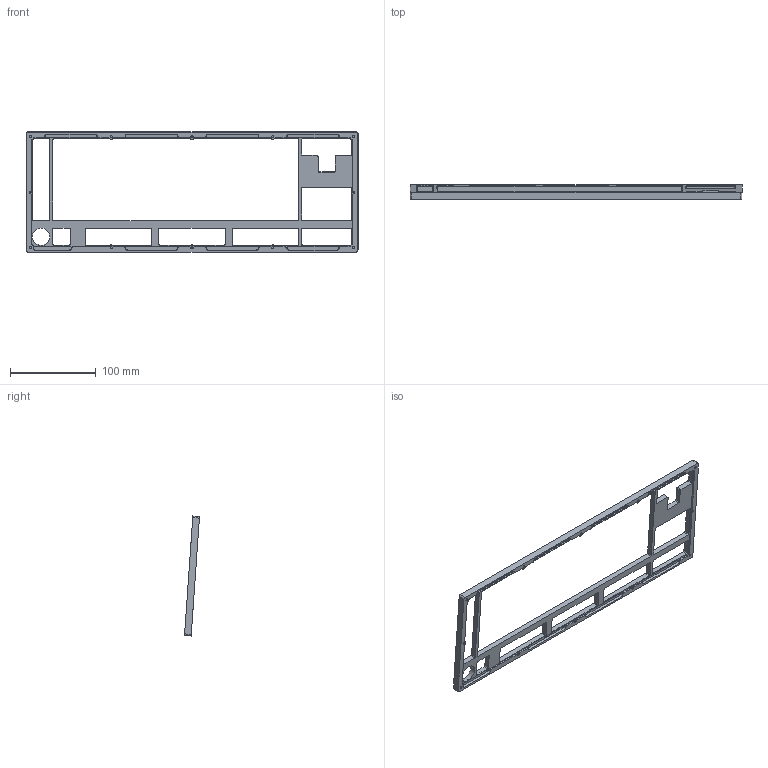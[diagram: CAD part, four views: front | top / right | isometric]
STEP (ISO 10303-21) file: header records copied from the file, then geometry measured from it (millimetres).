
FILE_DESCRIPTION(/* description */ (''),/* implementation_level */ '2;1');
FILE_NAME(/* name */ 'Case_Top.step',/* time_stamp */ '2023-08-03T15:04:23-06:00',/* author */ (''),/* organization */ (''),/* preprocessor_version */ 'ST-DEVELOPER v19.2',/* originating_system */ 'Autodesk Translation Framework v12.6.0.85',/* authorisation */ '');
FILE_SCHEMA (('AUTOMOTIVE_DESIGN { 1 0 10303 214 3 1 1 }'));
Length unit declared in the file: millimetre
Products named in the file (1): Case_Top
Bounding box: 387.5 x 17.5 x 140.2 mm (x, y, z)
Volume: 90375.9 mm3; surface area: 54226.4 mm2
Topology: 1 solids, 1 shells, 255 faces, 716 edges, 468 vertices
Faces by surface type: cylinder 131, plane 124
Full cylindrical faces by diameter (mm): 2.5 x12, 20.5 x1
Entity records: 8385 total; most frequent: DIRECTION 1527, CARTESIAN_POINT 1440, ORIENTED_EDGE 1432, EDGE_CURVE 716, AXIS2_PLACEMENT_3D 555, VERTEX_POINT 468, LINE 417, VECTOR 417
